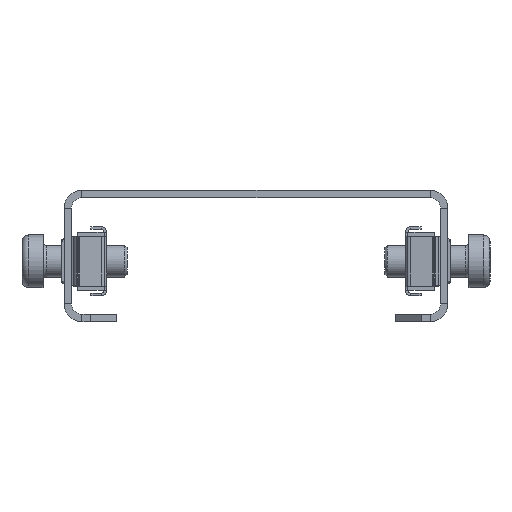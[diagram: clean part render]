
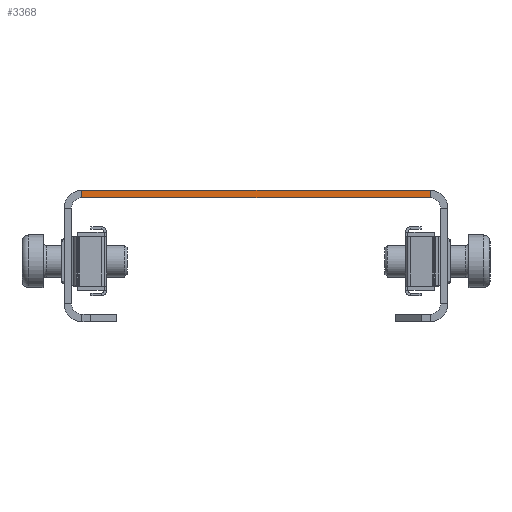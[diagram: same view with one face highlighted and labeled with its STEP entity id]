
A CAD part, left-side view. The second image highlights one B-rep face of the part: STEP entity #3368.
In plain terms, the highlighted planar face has unit normal (-1, 0, 0).
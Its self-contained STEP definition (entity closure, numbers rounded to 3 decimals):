
#82 = EDGE_CURVE ( 'NONE', #20516, #10071, #6086, .T. ) ;
#414 = LINE ( 'NONE', #31359, #5708 ) ;
#788 = VECTOR ( 'NONE', #17467, 1000. ) ;
#903 = DIRECTION ( 'NONE',  ( 0., 0., 1. ) ) ;
#1143 = ORIENTED_EDGE ( 'NONE', *, *, #3553, .F. ) ;
#2204 = DIRECTION ( 'NONE',  ( 0., 0., 1. ) ) ;
#2337 = DIRECTION ( 'NONE',  ( 0., 0., -1. ) ) ;
#3368 = ADVANCED_FACE ( 'NONE', ( #25541 ), #15260, .T. ) ;
#3553 = EDGE_CURVE ( 'NONE', #6299, #28402, #32034, .T. ) ;
#4280 = EDGE_LOOP ( 'NONE', ( #5068, #11199, #1143, #4609 ) ) ;
#4609 = ORIENTED_EDGE ( 'NONE', *, *, #33591, .T. ) ;
#5068 = ORIENTED_EDGE ( 'NONE', *, *, #82, .T. ) ;
#5708 = VECTOR ( 'NONE', #2337, 1000. ) ;
#6086 = LINE ( 'NONE', #14854, #788 ) ;
#6299 = VERTEX_POINT ( 'NONE', #31511 ) ;
#9062 = AXIS2_PLACEMENT_3D ( 'NONE', #28281, #14917, #2204 ) ;
#10071 = VERTEX_POINT ( 'NONE', #32924 ) ;
#11026 = CARTESIAN_POINT ( 'NONE',  ( -245.5, -33.1, 12.5 ) ) ;
#11199 = ORIENTED_EDGE ( 'NONE', *, *, #26271, .T. ) ;
#14854 = CARTESIAN_POINT ( 'NONE',  ( -245.5, 36.5, 12.5 ) ) ;
#14917 = DIRECTION ( 'NONE',  ( -1., 0., 0. ) ) ;
#15260 = PLANE ( 'NONE',  #9062 ) ;
#15307 = CARTESIAN_POINT ( 'NONE',  ( -245.5, 33.1, 11.1 ) ) ;
#15362 = DIRECTION ( 'NONE',  ( 0., 1., 0. ) ) ;
#17467 = DIRECTION ( 'NONE',  ( 0., 1., 0. ) ) ;
#20516 = VERTEX_POINT ( 'NONE', #11026 ) ;
#21817 = CARTESIAN_POINT ( 'NONE',  ( -245.5, -33.1, 11.1 ) ) ;
#23258 = CARTESIAN_POINT ( 'NONE',  ( -245.5, 36.5, 11.1 ) ) ;
#23899 = VECTOR ( 'NONE', #903, 1000. ) ;
#25541 = FACE_OUTER_BOUND ( 'NONE', #4280, .T. ) ;
#26271 = EDGE_CURVE ( 'NONE', #10071, #28402, #414, .T. ) ;
#28281 = CARTESIAN_POINT ( 'NONE',  ( -245.5, 35.1, 9.1 ) ) ;
#28402 = VERTEX_POINT ( 'NONE', #15307 ) ;
#29151 = VECTOR ( 'NONE', #15362, 1000. ) ;
#30846 = LINE ( 'NONE', #21817, #23899 ) ;
#31359 = CARTESIAN_POINT ( 'NONE',  ( -245.5, 33.1, 12.5 ) ) ;
#31511 = CARTESIAN_POINT ( 'NONE',  ( -245.5, -33.1, 11.1 ) ) ;
#32034 = LINE ( 'NONE', #23258, #29151 ) ;
#32924 = CARTESIAN_POINT ( 'NONE',  ( -245.5, 33.1, 12.5 ) ) ;
#33591 = EDGE_CURVE ( 'NONE', #6299, #20516, #30846, .T. ) ;
